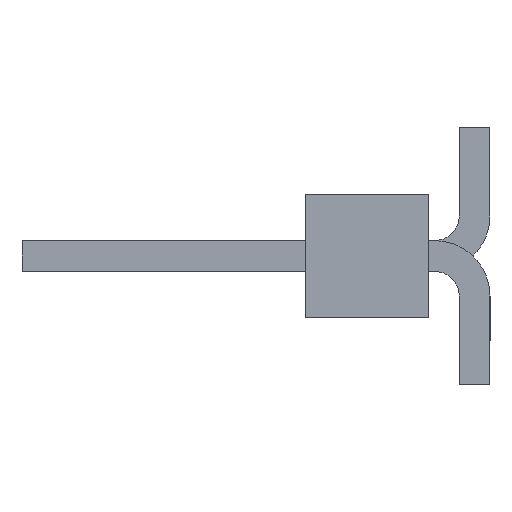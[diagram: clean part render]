
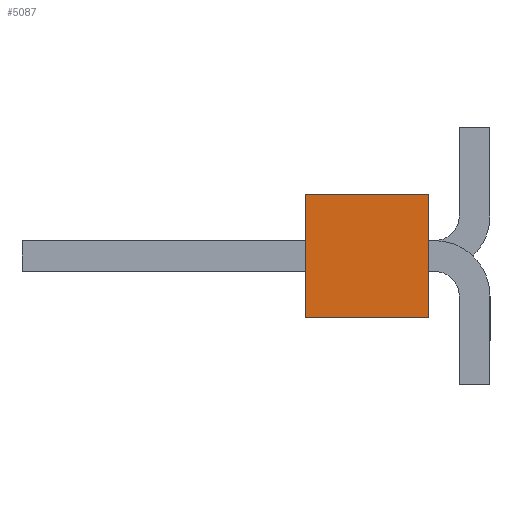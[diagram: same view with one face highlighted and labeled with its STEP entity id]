
A CAD part, left-side view. The second image highlights one B-rep face of the part: STEP entity #5087.
In plain terms, the highlighted planar face has unit normal (-1, 0, 0).
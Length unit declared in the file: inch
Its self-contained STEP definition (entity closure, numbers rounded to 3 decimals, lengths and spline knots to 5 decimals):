
#1147=ORIENTED_EDGE('',*,*,#2133,.T.);
#1148=ORIENTED_EDGE('',*,*,#2174,.F.);
#1149=ORIENTED_EDGE('',*,*,#1946,.F.);
#1150=ORIENTED_EDGE('',*,*,#2136,.T.);
#1946=EDGE_CURVE('',#2542,#2543,#3106,.T.);
#2133=EDGE_CURVE('',#2730,#2729,#3293,.T.);
#2136=EDGE_CURVE('',#2542,#2730,#3296,.T.);
#2174=EDGE_CURVE('',#2543,#2729,#3334,.T.);
#2542=VERTEX_POINT('',#7648);
#2543=VERTEX_POINT('',#7650);
#2729=VERTEX_POINT('',#8023);
#2730=VERTEX_POINT('',#8025);
#3106=LINE('',#7649,#3786);
#3293=LINE('',#8024,#3973);
#3296=LINE('',#8029,#3976);
#3334=LINE('',#8086,#4014);
#3786=VECTOR('',#6256,39.37008);
#3973=VECTOR('',#6445,39.37008);
#3976=VECTOR('',#6450,39.37008);
#4014=VECTOR('',#6526,39.37008);
#4291=EDGE_LOOP('',(#1147,#1148,#1149,#1150));
#4587=FACE_BOUND('',#4291,.T.);
#4827=PLANE('',#5414);
#5087=ADVANCED_FACE('',(#4587),#4827,.F.);
#5414=AXIS2_PLACEMENT_3D('',#8087,#6527,#6528);
#6256=DIRECTION('',(0.,0.,1.));
#6445=DIRECTION('',(0.,0.,1.));
#6450=DIRECTION('',(0.,-1.,0.));
#6526=DIRECTION('',(0.,-1.,0.));
#6527=DIRECTION('',(1.,0.,0.));
#6528=DIRECTION('',(0.,0.,-1.));
#7648=CARTESIAN_POINT('',(-0.5,0.05,-0.05));
#7649=CARTESIAN_POINT('',(-0.5,0.05,-0.05));
#7650=CARTESIAN_POINT('',(-0.5,0.05,0.05));
#8023=CARTESIAN_POINT('',(-0.5,-0.05,0.05));
#8024=CARTESIAN_POINT('',(-0.5,-0.05,-0.05));
#8025=CARTESIAN_POINT('',(-0.5,-0.05,-0.05));
#8029=CARTESIAN_POINT('',(-0.5,0.05,-0.05));
#8086=CARTESIAN_POINT('',(-0.5,0.05,0.05));
#8087=CARTESIAN_POINT('',(-0.5,0.05,-0.05));
